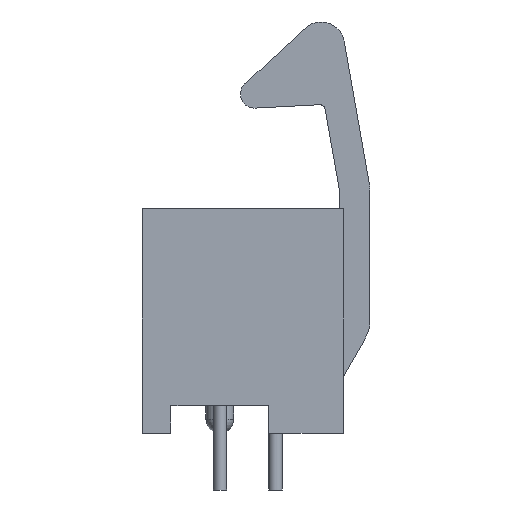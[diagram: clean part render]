
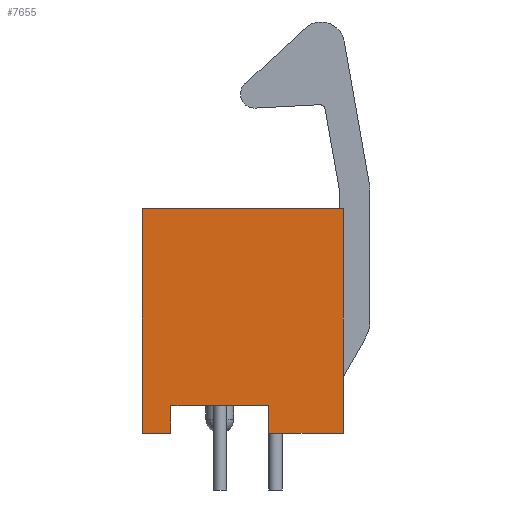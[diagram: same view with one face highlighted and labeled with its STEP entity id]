
A CAD part, left-side view. The second image highlights one B-rep face of the part: STEP entity #7655.
In plain terms, the highlighted planar face has unit normal (-1, 0, 0).
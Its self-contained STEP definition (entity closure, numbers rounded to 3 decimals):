
#825=FACE_OUTER_BOUND($,#1355,.T.);
#1355=EDGE_LOOP($,(#6673,#6674,#6675,#6676,#6677,#6678,#6679,#6680));
#2098=LINE($,#12523,#2951);
#2129=LINE($,#12585,#2982);
#2195=LINE($,#12708,#3048);
#2197=LINE($,#12712,#3050);
#2199=LINE($,#12715,#3052);
#2200=LINE($,#12718,#3053);
#2203=LINE($,#12724,#3056);
#2206=LINE($,#12729,#3059);
#2951=VECTOR($,#10365,4.47);
#2982=VECTOR($,#10402,9.195);
#3048=VECTOR($,#10516,10.262);
#3050=VECTOR($,#10520,1.321);
#3052=VECTOR($,#10524,1.27);
#3053=VECTOR($,#10527,1.27);
#3056=VECTOR($,#10532,3.404);
#3059=VECTOR($,#10537,10.262);
#3692=VERTEX_POINT($,#12520);
#3693=VERTEX_POINT($,#12522);
#3720=VERTEX_POINT($,#12582);
#3721=VERTEX_POINT($,#12584);
#3754=VERTEX_POINT($,#12707);
#3755=VERTEX_POINT($,#12711);
#3756=VERTEX_POINT($,#12717);
#3758=VERTEX_POINT($,#12723);
#4637=EDGE_CURVE($,#3692,#3693,#2098,.T.);
#4668=EDGE_CURVE($,#3720,#3721,#2129,.T.);
#4734=EDGE_CURVE($,#3754,#3720,#2195,.T.);
#4736=EDGE_CURVE($,#3755,#3754,#2197,.T.);
#4738=EDGE_CURVE($,#3693,#3755,#2199,.T.);
#4739=EDGE_CURVE($,#3756,#3692,#2200,.T.);
#4742=EDGE_CURVE($,#3758,#3756,#2203,.T.);
#4745=EDGE_CURVE($,#3721,#3758,#2206,.T.);
#6673=ORIENTED_EDGE($,*,*,#4668,.F.);
#6674=ORIENTED_EDGE($,*,*,#4734,.F.);
#6675=ORIENTED_EDGE($,*,*,#4736,.F.);
#6676=ORIENTED_EDGE($,*,*,#4738,.F.);
#6677=ORIENTED_EDGE($,*,*,#4637,.F.);
#6678=ORIENTED_EDGE($,*,*,#4739,.F.);
#6679=ORIENTED_EDGE($,*,*,#4742,.F.);
#6680=ORIENTED_EDGE($,*,*,#4745,.F.);
#7163=PLANE($,#8444);
#7655=ADVANCED_FACE($,(#825),#7163,.T.);
#8444=AXIS2_PLACEMENT_3D($,#12735,#10543,#10544);
#10365=DIRECTION($,(0.,1.,0.));
#10402=DIRECTION($,(0.,-1.,0.));
#10516=DIRECTION($,(0.,0.,1.));
#10520=DIRECTION($,(0.,1.,0.));
#10524=DIRECTION($,(0.,0.,-1.));
#10527=DIRECTION($,(0.,0.,1.));
#10532=DIRECTION($,(0.,1.,0.));
#10537=DIRECTION($,(0.,0.,-1.));
#10543=DIRECTION('center_axis',(-1.,0.,0.));
#10544=DIRECTION('ref_axis',(0.,0.,1.));
#12520=CARTESIAN_POINT('',(-25.4,-0.965,1.27));
#12522=CARTESIAN_POINT('',(-25.4,3.505,1.27));
#12523=CARTESIAN_POINT($,(-25.4,-0.965,1.27));
#12582=CARTESIAN_POINT('',(-25.4,4.826,10.262));
#12584=CARTESIAN_POINT('',(-25.4,-4.369,10.262));
#12585=CARTESIAN_POINT($,(-25.4,4.826,10.262));
#12707=CARTESIAN_POINT('',(-25.4,4.826,0.));
#12708=CARTESIAN_POINT($,(-25.4,4.826,0.));
#12711=CARTESIAN_POINT('',(-25.4,3.505,0.));
#12712=CARTESIAN_POINT($,(-25.4,3.505,0.));
#12715=CARTESIAN_POINT($,(-25.4,3.505,1.27));
#12717=CARTESIAN_POINT('',(-25.4,-0.965,0.));
#12718=CARTESIAN_POINT($,(-25.4,-0.965,0.));
#12723=CARTESIAN_POINT('',(-25.4,-4.369,0.));
#12724=CARTESIAN_POINT($,(-25.4,-4.369,0.));
#12729=CARTESIAN_POINT($,(-25.4,-4.369,10.262));
#12735=CARTESIAN_POINT('Origin',(-25.4,0.292,4.992));
